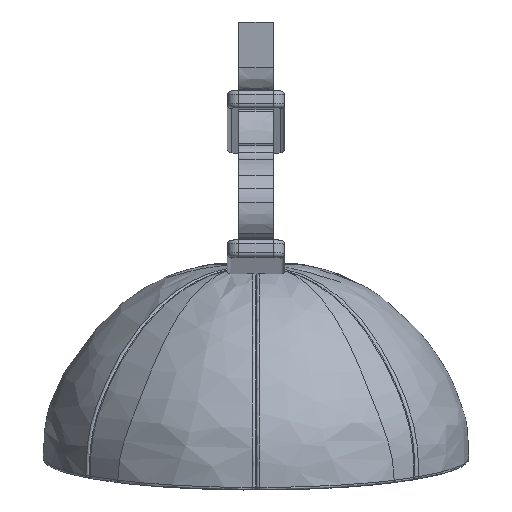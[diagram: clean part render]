
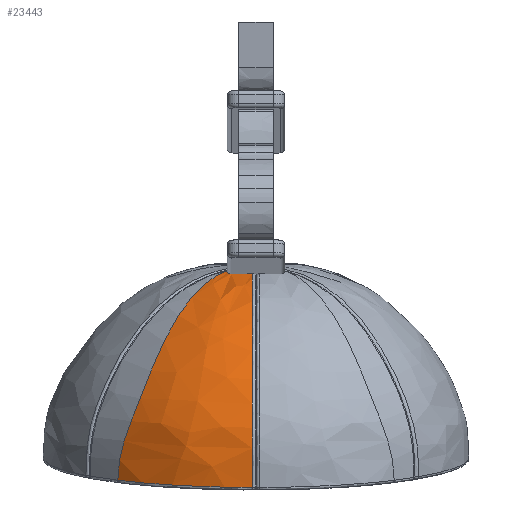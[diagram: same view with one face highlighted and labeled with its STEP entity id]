
A CAD part, front view. The second image highlights one B-rep face of the part: STEP entity #23443.
In plain terms, the highlighted free-form (B-spline) face has degree [3, 3] with [5, 9] control points.
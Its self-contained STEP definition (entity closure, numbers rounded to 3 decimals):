
#2421=CARTESIAN_POINT('',(-2.5,-6.474,14.952));
#2422=CARTESIAN_POINT('',(-2.5,-6.503,14.946));
#2423=CARTESIAN_POINT('',(-2.5,-6.561,14.934));
#2424=CARTESIAN_POINT('',(-2.5,-6.619,14.922));
#2425=CARTESIAN_POINT('',(-2.5,-6.648,14.916));
#2430=CARTESIAN_POINT('',(-2.5,-6.648,14.916));
#2431=CARTESIAN_POINT('',(-2.5,-6.719,14.9));
#2432=CARTESIAN_POINT('',(-2.496,-6.855,
14.87));
#2433=CARTESIAN_POINT('',(-2.481,-7.035,
14.83));
#2434=CARTESIAN_POINT('',(-2.458,-7.196,
14.793));
#2435=CARTESIAN_POINT('',(-2.428,-7.34,
14.761));
#2436=CARTESIAN_POINT('',(-2.392,-7.467,
14.732));
#2437=CARTESIAN_POINT('',(-2.349,-7.581,
14.706));
#2438=CARTESIAN_POINT('',(-2.297,-7.681,
14.685));
#2439=CARTESIAN_POINT('',(-2.232,-7.762,
14.669));
#2440=CARTESIAN_POINT('',(-2.18,-7.796,
14.665));
#2441=CARTESIAN_POINT('',(-2.15,-7.804,14.665));
#2446=CARTESIAN_POINT('',(-2.15,-7.804,14.665));
#2447=CARTESIAN_POINT('',(-1.836,-7.886,
14.673));
#2448=CARTESIAN_POINT('',(-1.216,-8.008,
14.683));
#2449=CARTESIAN_POINT('',(-0.616,-8.06,
14.688));
#2450=CARTESIAN_POINT('',(-0.321,-8.072,
14.689));
#2455=CARTESIAN_POINT('',(-0.322,-19.859,
-3.862));
#2456=CARTESIAN_POINT('',(-0.322,-19.934,
-3.294));
#2457=CARTESIAN_POINT('',(-0.322,-20.082,
-2.218));
#2458=CARTESIAN_POINT('',(-0.323,-20.172,
-0.452));
#2459=CARTESIAN_POINT('',(-0.322,-20.024,
1.008));
#2460=CARTESIAN_POINT('',(-0.323,-19.695,
2.429));
#2461=CARTESIAN_POINT('',(-0.321,-19.267,
3.704));
#2462=CARTESIAN_POINT('',(-0.323,-18.696,
5.093));
#2463=CARTESIAN_POINT('',(-0.322,-17.917,
6.636));
#2464=CARTESIAN_POINT('',(-0.323,-16.892,
8.294));
#2465=CARTESIAN_POINT('',(-0.323,-15.506,
10.059));
#2466=CARTESIAN_POINT('',(-0.323,-14.09,
11.454));
#2467=CARTESIAN_POINT('',(-0.322,-12.727,
12.524));
#2468=CARTESIAN_POINT('',(-0.323,-11.432,
13.335));
#2469=CARTESIAN_POINT('',(-0.322,-10.217,
13.941));
#2470=CARTESIAN_POINT('',(-0.321,-9.094,
14.385));
#2471=CARTESIAN_POINT('',(-0.321,-8.399,
14.599));
#2472=CARTESIAN_POINT('',(-0.321,-8.072,
14.689));
#2477=CARTESIAN_POINT('',(-11.998,-15.096,
-3.234));
#2478=CARTESIAN_POINT('',(-11.713,-15.366,
-3.27));
#2479=CARTESIAN_POINT('',(-11.064,-15.945,
-3.346));
#2480=CARTESIAN_POINT('',(-9.802,-16.892,
-3.471));
#2481=CARTESIAN_POINT('',(-8.339,-17.781,
-3.588));
#2482=CARTESIAN_POINT('',(-6.759,-18.536,
-3.688));
#2483=CARTESIAN_POINT('',(-5.184,-19.102,
-3.763));
#2484=CARTESIAN_POINT('',(-3.743,-19.481,
-3.813));
#2485=CARTESIAN_POINT('',(-2.164,-19.757,
-3.849));
#2486=CARTESIAN_POINT('',(-0.957,-19.847,
-3.861));
#2487=CARTESIAN_POINT('',(-0.322,-19.859,
-3.862));
#10209=CARTESIAN_POINT('',(-2.5,-6.474,14.952));
#10214=CARTESIAN_POINT('',(-11.998,-15.096,
-3.234));
#10215=CARTESIAN_POINT('',(-11.951,-15.468,
-0.664));
#10216=CARTESIAN_POINT('',(-10.214,-17.137,
3.114));
#10217=CARTESIAN_POINT('',(-6.457,-11.987,
13.455));
#10218=CARTESIAN_POINT('',(-2.5,-6.474,14.952));
#10226=CARTESIAN_POINT('',(-11.998,-15.096,
-3.234));
#19057=VERTEX_POINT('',#10226);
#19101=VERTEX_POINT('',#2487);
#19756=VERTEX_POINT('',#10209);
#19759=VERTEX_POINT('',#2425);
#19762=VERTEX_POINT('',#2446);
#19763=VERTEX_POINT('',#2450);
#23383=CARTESIAN_POINT('',(-12.216,-14.854,
-3.449));
#23384=CARTESIAN_POINT('',(-11.268,-15.783,
-3.571));
#23385=CARTESIAN_POINT('',(-9.313,-17.29,
-3.769));
#23386=CARTESIAN_POINT('',(-5.222,-19.282,
-4.032));
#23387=CARTESIAN_POINT('',(0.,-20.195,
-4.152));
#23388=CARTESIAN_POINT('',(5.222,-19.282,
-4.032));
#23389=CARTESIAN_POINT('',(9.314,-17.29,
-3.769));
#23390=CARTESIAN_POINT('',(11.269,-15.783,
-3.571));
#23391=CARTESIAN_POINT('',(12.218,-14.853,
-3.448));
#23392=CARTESIAN_POINT('',(-12.208,-15.219,
-0.74));
#23393=CARTESIAN_POINT('',(-11.292,-16.115,
-0.863));
#23394=CARTESIAN_POINT('',(-9.387,-17.595,
-1.075));
#23395=CARTESIAN_POINT('',(-5.315,-19.605,
-1.375));
#23396=CARTESIAN_POINT('',(0.,-20.559,
-1.523));
#23397=CARTESIAN_POINT('',(5.315,-19.605,
-1.375));
#23398=CARTESIAN_POINT('',(9.388,-17.594,
-1.075));
#23399=CARTESIAN_POINT('',(11.293,-16.114,
-0.863));
#23400=CARTESIAN_POINT('',(12.21,-15.217,
-0.74));
#23401=CARTESIAN_POINT('',(-10.466,-17.046,
3.016));
#23402=CARTESIAN_POINT('',(-9.539,-17.823,
2.917));
#23403=CARTESIAN_POINT('',(-7.71,-19.016,
2.77));
#23404=CARTESIAN_POINT('',(-4.168,-20.464,
2.6));
#23405=CARTESIAN_POINT('',(-0.002,-21.05,
2.536));
#23406=CARTESIAN_POINT('',(4.166,-20.465,
2.6));
#23407=CARTESIAN_POINT('',(7.71,-19.016,
2.77));
#23408=CARTESIAN_POINT('',(9.54,-17.822,
2.917));
#23409=CARTESIAN_POINT('',(10.468,-17.044,
3.016));
#23410=CARTESIAN_POINT('',(-6.524,-11.819,
13.597));
#23411=CARTESIAN_POINT('',(-6.026,-12.283,
13.537));
#23412=CARTESIAN_POINT('',(-5.,-13.051,
13.436));
#23413=CARTESIAN_POINT('',(-2.819,-14.102,
13.299));
#23414=CARTESIAN_POINT('',(0.004,-14.608,
13.234));
#23415=CARTESIAN_POINT('',(2.825,-14.1,
13.3));
#23416=CARTESIAN_POINT('',(5.004,-13.049,
13.436));
#23417=CARTESIAN_POINT('',(6.026,-12.282,
13.537));
#23418=CARTESIAN_POINT('',(6.525,-11.818,
13.597));
#23419=CARTESIAN_POINT('',(-2.397,-6.249,
15.006));
#23420=CARTESIAN_POINT('',(-2.263,-6.415,
14.984));
#23421=CARTESIAN_POINT('',(-1.961,-6.729,
14.943));
#23422=CARTESIAN_POINT('',(-1.199,-7.247,
14.875));
#23423=CARTESIAN_POINT('',(0.001,-7.562,
14.834));
#23424=CARTESIAN_POINT('',(1.2,-7.247,
14.875));
#23425=CARTESIAN_POINT('',(1.962,-6.729,
14.943));
#23426=CARTESIAN_POINT('',(2.263,-6.415,
14.985));
#23427=CARTESIAN_POINT('',(2.397,-6.249,
15.006));
#23428=B_SPLINE_SURFACE_WITH_KNOTS('',3,3,((#23383,#23384,#23385,#23386,#23387,
#23388,#23389,#23390,#23391),(#23392,#23393,#23394,#23395,#23396,#23397,#23398,
#23399,#23400),(#23401,#23402,#23403,#23404,#23405,#23406,#23407,#23408,#23409),
(#23410,#23411,#23412,#23413,#23414,#23415,#23416,#23417,#23418),(#23419,#23420,
#23421,#23422,#23423,#23424,#23425,#23426,#23427)),.UNSPECIFIED.,.F.,.F.,.F.,(4,
1,4),(4,1,1,1,1,1,4),(0.,0.435,0.964),(
0.747,0.781,0.812,0.875,
0.937,0.969,1.003),.UNSPECIFIED.);
#23430=ORIENTED_EDGE('',*,*,#23429,.T.);
#23432=ORIENTED_EDGE('',*,*,#23431,.T.);
#23434=ORIENTED_EDGE('',*,*,#23433,.T.);
#23436=ORIENTED_EDGE('',*,*,#23435,.F.);
#23438=ORIENTED_EDGE('',*,*,#23437,.F.);
#23440=ORIENTED_EDGE('',*,*,#23439,.T.);
#23441=EDGE_LOOP('',(#23430,#23432,#23434,#23436,#23438,#23440));
#23442=FACE_OUTER_BOUND('',#23441,.F.);
#2426=B_SPLINE_CURVE_WITH_KNOTS('',3,(#2421,#2422,#2423,#2424,#2425),
.UNSPECIFIED.,.F.,.F.,(4,1,4),(0.,0.5,1.),.UNSPECIFIED.);
#2442=B_SPLINE_CURVE_WITH_KNOTS('',3,(#2430,#2431,#2432,#2433,#2434,#2435,#2436,
#2437,#2438,#2439,#2440,#2441),.UNSPECIFIED.,.F.,.F.,(4,1,1,1,1,1,1,1,1,4),
(0.,0.111,0.222,0.333,0.444,
0.556,0.667,0.778,0.889,1.),
.UNSPECIFIED.);
#2451=B_SPLINE_CURVE_WITH_KNOTS('',3,(#2446,#2447,#2448,#2449,#2450),
.UNSPECIFIED.,.F.,.F.,(4,1,4),(0.,0.5,1.),.UNSPECIFIED.);
#2473=B_SPLINE_CURVE_WITH_KNOTS('',3,(#2455,#2456,#2457,#2458,#2459,#2460,#2461,
#2462,#2463,#2464,#2465,#2466,#2467,#2468,#2469,#2470,#2471,#2472),
.UNSPECIFIED.,.F.,.F.,(4,1,1,1,1,1,1,1,1,1,1,1,1,1,1,4),(0.,0.067,
0.133,0.2,0.267,0.333,0.4,
0.467,0.533,0.6,0.667,0.733,
0.8,0.867,0.933,1.),.UNSPECIFIED.);
#2488=B_SPLINE_CURVE_WITH_KNOTS('',3,(#2477,#2478,#2479,#2480,#2481,#2482,#2483,
#2484,#2485,#2486,#2487),.UNSPECIFIED.,.F.,.F.,(4,1,1,1,1,1,1,1,4),(0.,
0.125,0.25,0.375,0.5,0.625,0.75,0.875,1.),.UNSPECIFIED.);
#10219=B_SPLINE_CURVE_WITH_KNOTS('',3,(#10214,#10215,#10216,#10217,#10218),
.UNSPECIFIED.,.F.,.F.,(4,1,4),(0.,0.446,1.),.UNSPECIFIED.);
#23429=EDGE_CURVE('',#19756,#19759,#2426,.T.);
#23431=EDGE_CURVE('',#19759,#19762,#2442,.T.);
#23433=EDGE_CURVE('',#19762,#19763,#2451,.T.);
#23435=EDGE_CURVE('',#19101,#19763,#2473,.T.);
#23437=EDGE_CURVE('',#19057,#19101,#2488,.T.);
#23439=EDGE_CURVE('',#19057,#19756,#10219,.T.);
#23443=ADVANCED_FACE('',(#23442),#23428,.F.);
